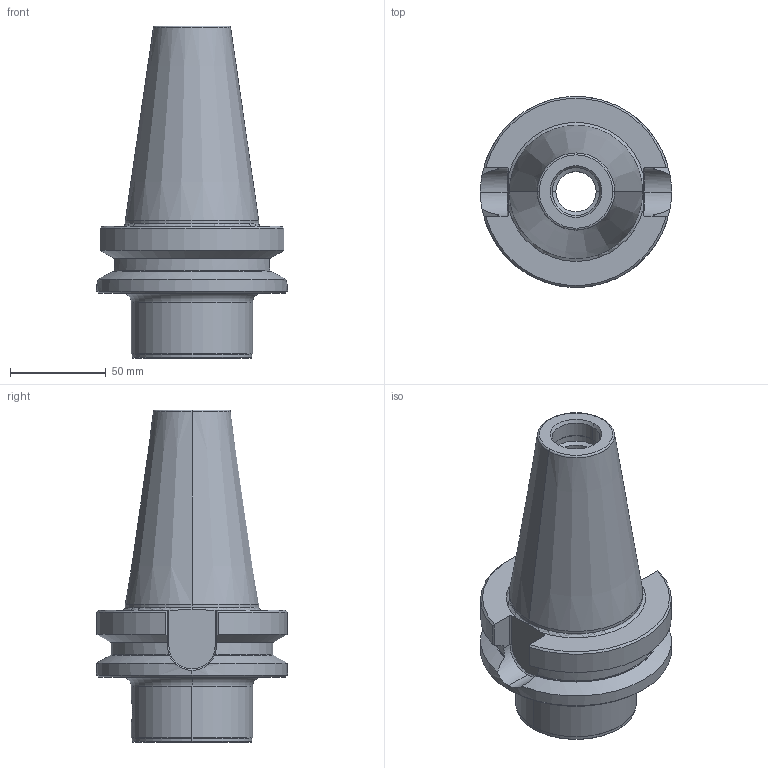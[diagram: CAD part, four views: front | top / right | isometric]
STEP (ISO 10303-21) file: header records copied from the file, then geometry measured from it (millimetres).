
FILE_DESCRIPTION(('no description'),'unknown implementation level');
FILE_NAME('983B60B8-AD5A-401E-8269-FA4F60800D6A_export.stp',' ',('CIMSOURCE GmbH'),('CADClick - KiM GmbH - www.kimweb.de'),'unknown preprocess','ACIS','unknown authorization');
FILE_SCHEMA(('automotive_design'));
Length unit declared in the file: millimetre
Products named in the file (2): 323.770 Kaiser SK50 BT X CKS6 X 100B|690.436 Kaiser ETL M12 X 18 CK6_Standard;NONE; 323.770 Kaiser SK50 BT X CKS6 X 100B|323.770 Kaiser SK50 BT X CKS6 X 100B_Standard;NONE
Bounding box: 100 x 100 x 173.8 mm (x, y, z)
Volume: 501044.7 mm3; surface area: 66309.3 mm2
Topology: 2 solids, 2 shells, 159 faces, 378 edges, 226 vertices
Faces by surface type: plane 51, cone 50, cylinder 46, torus 12
Entity records: 9178 total; most frequent: CARTESIAN_POINT 1200, DIRECTION 794, STYLED_ITEM 761, PRESENTATION_STYLE_ASSIGNMENT 761, COLOUR_RGB 761, ORIENTED_EDGE 748, EDGE_CURVE 374, CURVE_STYLE 374
